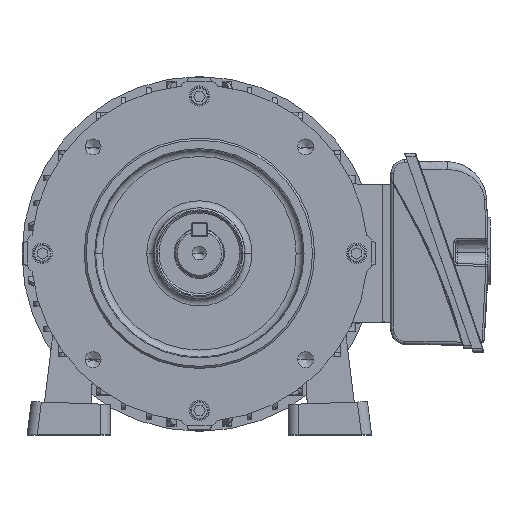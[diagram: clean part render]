
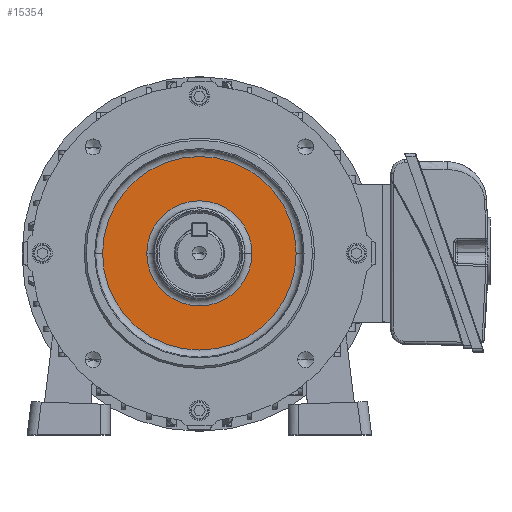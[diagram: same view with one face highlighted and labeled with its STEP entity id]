
A CAD part, top view. The second image highlights one B-rep face of the part: STEP entity #15354.
In plain terms, the highlighted planar face has unit normal (0, 0, 1).
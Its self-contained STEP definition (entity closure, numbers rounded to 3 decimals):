
#2516 = FACE_BOUND ( 'NONE', #48227, .T. ) ;
#3599 = DIRECTION ( 'NONE',  ( 0., 0., 1. ) ) ;
#3865 = CARTESIAN_POINT ( 'NONE',  ( 0., 0., 0. ) ) ;
#4375 = DIRECTION ( 'NONE',  ( 0., 0., 1. ) ) ;
#4503 = DIRECTION ( 'NONE',  ( 0., 0., 1. ) ) ;
#4888 = ORIENTED_EDGE ( 'NONE', *, *, #43622, .F. ) ;
#6255 = DIRECTION ( 'NONE',  ( 0., 0., 1. ) ) ;
#7875 = VERTEX_POINT ( 'NONE', #38601 ) ;
#8729 = AXIS2_PLACEMENT_3D ( 'NONE', #28612, #6255, #39530 ) ;
#8763 = AXIS2_PLACEMENT_3D ( 'NONE', #3865, #3599, #44987 ) ;
#9108 = DIRECTION ( 'NONE',  ( 1., 0., 0. ) ) ;
#9123 = EDGE_LOOP ( 'NONE', ( #14788, #9874 ) ) ;
#9874 = ORIENTED_EDGE ( 'NONE', *, *, #47826, .T. ) ;
#12580 = CARTESIAN_POINT ( 'NONE',  ( -26.083, 0., 0. ) ) ;
#12669 = EDGE_CURVE ( 'NONE', #25381, #25678, #43522, .T. ) ;
#12864 = CIRCLE ( 'NONE', #36212, 48.018 ) ;
#14788 = ORIENTED_EDGE ( 'NONE', *, *, #50634, .T. ) ;
#14958 = DIRECTION ( 'NONE',  ( 0., 0., -1. ) ) ;
#15354 = ADVANCED_FACE ( 'NONE', ( #2516, #36049 ), #27151, .F. ) ;
#19989 = CIRCLE ( 'NONE', #8763, 26.083 ) ;
#22578 = CIRCLE ( 'NONE', #8729, 48.018 ) ;
#25381 = VERTEX_POINT ( 'NONE', #12580 ) ;
#25678 = VERTEX_POINT ( 'NONE', #48862 ) ;
#27151 = PLANE ( 'NONE',  #34033 ) ;
#28612 = CARTESIAN_POINT ( 'NONE',  ( 0., 0., 0. ) ) ;
#31727 = DIRECTION ( 'NONE',  ( -1., 0., 0. ) ) ;
#34033 = AXIS2_PLACEMENT_3D ( 'NONE', #35522, #14958, #31727 ) ;
#35522 = CARTESIAN_POINT ( 'NONE',  ( 0., 26.083, 0. ) ) ;
#36049 = FACE_OUTER_BOUND ( 'NONE', #9123, .T. ) ;
#36212 = AXIS2_PLACEMENT_3D ( 'NONE', #49312, #4375, #37118 ) ;
#37038 = CARTESIAN_POINT ( 'NONE',  ( -48.018, 0., 0. ) ) ;
#37118 = DIRECTION ( 'NONE',  ( 1., 0., 0. ) ) ;
#37212 = VERTEX_POINT ( 'NONE', #37038 ) ;
#37783 = CARTESIAN_POINT ( 'NONE',  ( 0., 0., 0. ) ) ;
#38601 = CARTESIAN_POINT ( 'NONE',  ( 48.018, 0., 0. ) ) ;
#39530 = DIRECTION ( 'NONE',  ( 1., 0., 0. ) ) ;
#43522 = CIRCLE ( 'NONE', #48734, 26.083 ) ;
#43622 = EDGE_CURVE ( 'NONE', #25678, #25381, #19989, .T. ) ;
#44987 = DIRECTION ( 'NONE',  ( 1., 0., 0. ) ) ;
#47826 = EDGE_CURVE ( 'NONE', #37212, #7875, #12864, .T. ) ;
#48227 = EDGE_LOOP ( 'NONE', ( #4888, #52086 ) ) ;
#48734 = AXIS2_PLACEMENT_3D ( 'NONE', #37783, #4503, #9108 ) ;
#48862 = CARTESIAN_POINT ( 'NONE',  ( 26.083, 0., 0. ) ) ;
#49312 = CARTESIAN_POINT ( 'NONE',  ( 0., 0., 0. ) ) ;
#50634 = EDGE_CURVE ( 'NONE', #7875, #37212, #22578, .T. ) ;
#52086 = ORIENTED_EDGE ( 'NONE', *, *, #12669, .F. ) ;
